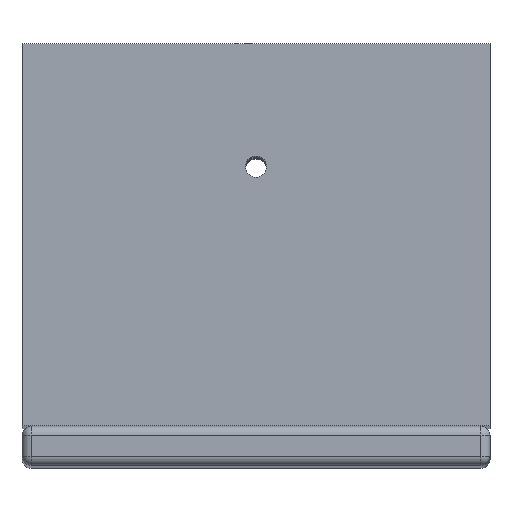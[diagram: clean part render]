
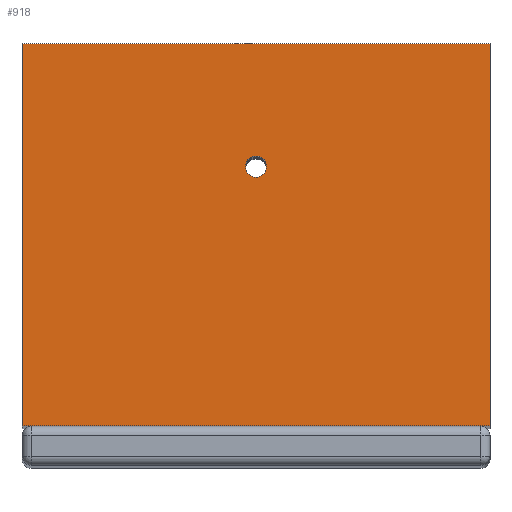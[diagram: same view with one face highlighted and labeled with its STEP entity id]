
A CAD part, top view. The second image highlights one B-rep face of the part: STEP entity #918.
In plain terms, the highlighted planar face has unit normal (0, 0, 1).
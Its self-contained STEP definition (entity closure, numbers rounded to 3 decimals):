
#802 = EDGE_CURVE('',#803,#805,#807,.T.);
#803 = VERTEX_POINT('',#804);
#804 = CARTESIAN_POINT('',(-17.75,-3.,3.));
#805 = VERTEX_POINT('',#806);
#806 = CARTESIAN_POINT('',(-17.75,26.,3.));
#807 = SURFACE_CURVE('',#808,(#812,#824),.PCURVE_S1.);
#808 = LINE('',#809,#810);
#809 = CARTESIAN_POINT('',(-17.75,-3.,3.));
#810 = VECTOR('',#811,1.);
#811 = DIRECTION('',(0.,1.,0.));
#812 = PCURVE('',#813,#818);
#813 = PLANE('',#814);
#814 = AXIS2_PLACEMENT_3D('',#815,#816,#817);
#815 = CARTESIAN_POINT('',(-17.75,0.,-123.));
#816 = DIRECTION('',(1.,0.,-0.));
#817 = DIRECTION('',(0.,0.,1.));
#818 = DEFINITIONAL_REPRESENTATION('',(#819),#823);
#819 = LINE('',#820,#821);
#820 = CARTESIAN_POINT('',(126.,3.));
#821 = VECTOR('',#822,1.);
#822 = DIRECTION('',(0.,-1.));
#823 = ( GEOMETRIC_REPRESENTATION_CONTEXT(2) 
PARAMETRIC_REPRESENTATION_CONTEXT() REPRESENTATION_CONTEXT('2D SPACE',''
  ) );
#824 = PCURVE('',#825,#830);
#825 = PLANE('',#826);
#826 = AXIS2_PLACEMENT_3D('',#827,#828,#829);
#827 = CARTESIAN_POINT('',(-17.75,0.,3.));
#828 = DIRECTION('',(0.,0.,1.));
#829 = DIRECTION('',(1.,0.,-0.));
#830 = DEFINITIONAL_REPRESENTATION('',(#831),#835);
#831 = LINE('',#832,#833);
#832 = CARTESIAN_POINT('',(0.,-3.));
#833 = VECTOR('',#834,1.);
#834 = DIRECTION('',(0.,1.));
#835 = ( GEOMETRIC_REPRESENTATION_CONTEXT(2) 
PARAMETRIC_REPRESENTATION_CONTEXT() REPRESENTATION_CONTEXT('2D SPACE',''
  ) );
#853 = PLANE('',#854);
#854 = AXIS2_PLACEMENT_3D('',#855,#856,#857);
#855 = CARTESIAN_POINT('',(-17.75,-3.,-123.));
#856 = DIRECTION('',(-0.,1.,0.));
#857 = DIRECTION('',(0.,0.,1.));
#907 = PLANE('',#908);
#908 = AXIS2_PLACEMENT_3D('',#909,#910,#911);
#909 = CARTESIAN_POINT('',(-17.75,26.,-123.));
#910 = DIRECTION('',(-0.,1.,0.));
#911 = DIRECTION('',(0.,0.,1.));
#918 = ADVANCED_FACE('',(#919,#994),#825,.T.);
#919 = FACE_BOUND('',#920,.T.);
#920 = EDGE_LOOP('',(#921,#922,#945,#973));
#921 = ORIENTED_EDGE('',*,*,#802,.F.);
#922 = ORIENTED_EDGE('',*,*,#923,.T.);
#923 = EDGE_CURVE('',#803,#924,#926,.T.);
#924 = VERTEX_POINT('',#925);
#925 = CARTESIAN_POINT('',(17.75,-3.,3.));
#926 = SURFACE_CURVE('',#927,(#931,#938),.PCURVE_S1.);
#927 = LINE('',#928,#929);
#928 = CARTESIAN_POINT('',(-17.75,-3.,3.));
#929 = VECTOR('',#930,1.);
#930 = DIRECTION('',(1.,0.,-0.));
#931 = PCURVE('',#825,#932);
#932 = DEFINITIONAL_REPRESENTATION('',(#933),#937);
#933 = LINE('',#934,#935);
#934 = CARTESIAN_POINT('',(0.,-3.));
#935 = VECTOR('',#936,1.);
#936 = DIRECTION('',(1.,0.));
#937 = ( GEOMETRIC_REPRESENTATION_CONTEXT(2) 
PARAMETRIC_REPRESENTATION_CONTEXT() REPRESENTATION_CONTEXT('2D SPACE',''
  ) );
#938 = PCURVE('',#853,#939);
#939 = DEFINITIONAL_REPRESENTATION('',(#940),#944);
#940 = LINE('',#941,#942);
#941 = CARTESIAN_POINT('',(126.,0.));
#942 = VECTOR('',#943,1.);
#943 = DIRECTION('',(0.,1.));
#944 = ( GEOMETRIC_REPRESENTATION_CONTEXT(2) 
PARAMETRIC_REPRESENTATION_CONTEXT() REPRESENTATION_CONTEXT('2D SPACE',''
  ) );
#945 = ORIENTED_EDGE('',*,*,#946,.T.);
#946 = EDGE_CURVE('',#924,#947,#949,.T.);
#947 = VERTEX_POINT('',#948);
#948 = CARTESIAN_POINT('',(17.75,26.,3.));
#949 = SURFACE_CURVE('',#950,(#954,#961),.PCURVE_S1.);
#950 = LINE('',#951,#952);
#951 = CARTESIAN_POINT('',(17.75,-3.,3.));
#952 = VECTOR('',#953,1.);
#953 = DIRECTION('',(0.,1.,0.));
#954 = PCURVE('',#825,#955);
#955 = DEFINITIONAL_REPRESENTATION('',(#956),#960);
#956 = LINE('',#957,#958);
#957 = CARTESIAN_POINT('',(35.5,-3.));
#958 = VECTOR('',#959,1.);
#959 = DIRECTION('',(0.,1.));
#960 = ( GEOMETRIC_REPRESENTATION_CONTEXT(2) 
PARAMETRIC_REPRESENTATION_CONTEXT() REPRESENTATION_CONTEXT('2D SPACE',''
  ) );
#961 = PCURVE('',#962,#967);
#962 = PLANE('',#963);
#963 = AXIS2_PLACEMENT_3D('',#964,#965,#966);
#964 = CARTESIAN_POINT('',(17.75,0.,-123.));
#965 = DIRECTION('',(1.,0.,-0.));
#966 = DIRECTION('',(0.,0.,1.));
#967 = DEFINITIONAL_REPRESENTATION('',(#968),#972);
#968 = LINE('',#969,#970);
#969 = CARTESIAN_POINT('',(126.,3.));
#970 = VECTOR('',#971,1.);
#971 = DIRECTION('',(0.,-1.));
#972 = ( GEOMETRIC_REPRESENTATION_CONTEXT(2) 
PARAMETRIC_REPRESENTATION_CONTEXT() REPRESENTATION_CONTEXT('2D SPACE',''
  ) );
#973 = ORIENTED_EDGE('',*,*,#974,.F.);
#974 = EDGE_CURVE('',#805,#947,#975,.T.);
#975 = SURFACE_CURVE('',#976,(#980,#987),.PCURVE_S1.);
#976 = LINE('',#977,#978);
#977 = CARTESIAN_POINT('',(-17.75,26.,3.));
#978 = VECTOR('',#979,1.);
#979 = DIRECTION('',(1.,0.,-0.));
#980 = PCURVE('',#825,#981);
#981 = DEFINITIONAL_REPRESENTATION('',(#982),#986);
#982 = LINE('',#983,#984);
#983 = CARTESIAN_POINT('',(0.,26.));
#984 = VECTOR('',#985,1.);
#985 = DIRECTION('',(1.,0.));
#986 = ( GEOMETRIC_REPRESENTATION_CONTEXT(2) 
PARAMETRIC_REPRESENTATION_CONTEXT() REPRESENTATION_CONTEXT('2D SPACE',''
  ) );
#987 = PCURVE('',#907,#988);
#988 = DEFINITIONAL_REPRESENTATION('',(#989),#993);
#989 = LINE('',#990,#991);
#990 = CARTESIAN_POINT('',(126.,0.));
#991 = VECTOR('',#992,1.);
#992 = DIRECTION('',(0.,1.));
#993 = ( GEOMETRIC_REPRESENTATION_CONTEXT(2) 
PARAMETRIC_REPRESENTATION_CONTEXT() REPRESENTATION_CONTEXT('2D SPACE',''
  ) );
#994 = FACE_BOUND('',#995,.T.);
#995 = EDGE_LOOP('',(#996));
#996 = ORIENTED_EDGE('',*,*,#997,.T.);
#997 = EDGE_CURVE('',#998,#998,#1000,.T.);
#998 = VERTEX_POINT('',#999);
#999 = CARTESIAN_POINT('',(-0.8,16.667,3.));
#1000 = SURFACE_CURVE('',#1001,(#1006,#1017),.PCURVE_S1.);
#1001 = CIRCLE('',#1002,0.8);
#1002 = AXIS2_PLACEMENT_3D('',#1003,#1004,#1005);
#1003 = CARTESIAN_POINT('',(0.,16.667,3.));
#1004 = DIRECTION('',(0.,0.,-1.));
#1005 = DIRECTION('',(-1.,0.,-0.));
#1006 = PCURVE('',#825,#1007);
#1007 = DEFINITIONAL_REPRESENTATION('',(#1008),#1016);
#1008 = ( BOUNDED_CURVE() B_SPLINE_CURVE(2,(#1009,#1010,#1011,#1012,
#1013,#1014,#1015),.UNSPECIFIED.,.T.,.F.) B_SPLINE_CURVE_WITH_KNOTS((1,2
    ,2,2,2,1),(-2.094,0.,2.094,4.189,
6.283,8.378),.UNSPECIFIED.) CURVE() 
GEOMETRIC_REPRESENTATION_ITEM() RATIONAL_B_SPLINE_CURVE((1.,0.5,1.,0.5,
1.,0.5,1.)) REPRESENTATION_ITEM('') );
#1009 = CARTESIAN_POINT('',(16.95,16.667));
#1010 = CARTESIAN_POINT('',(16.95,18.052));
#1011 = CARTESIAN_POINT('',(18.15,17.359));
#1012 = CARTESIAN_POINT('',(19.35,16.667));
#1013 = CARTESIAN_POINT('',(18.15,15.974));
#1014 = CARTESIAN_POINT('',(16.95,15.281));
#1015 = CARTESIAN_POINT('',(16.95,16.667));
#1016 = ( GEOMETRIC_REPRESENTATION_CONTEXT(2) 
PARAMETRIC_REPRESENTATION_CONTEXT() REPRESENTATION_CONTEXT('2D SPACE',''
  ) );
#1017 = PCURVE('',#1018,#1023);
#1018 = CYLINDRICAL_SURFACE('',#1019,0.8);
#1019 = AXIS2_PLACEMENT_3D('',#1020,#1021,#1022);
#1020 = CARTESIAN_POINT('',(0.,16.667,6.));
#1021 = DIRECTION('',(0.,0.,-1.));
#1022 = DIRECTION('',(-1.,0.,-0.));
#1023 = DEFINITIONAL_REPRESENTATION('',(#1024),#1028);
#1024 = LINE('',#1025,#1026);
#1025 = CARTESIAN_POINT('',(0.,3.));
#1026 = VECTOR('',#1027,1.);
#1027 = DIRECTION('',(1.,0.));
#1028 = ( GEOMETRIC_REPRESENTATION_CONTEXT(2) 
PARAMETRIC_REPRESENTATION_CONTEXT() REPRESENTATION_CONTEXT('2D SPACE',''
  ) );
